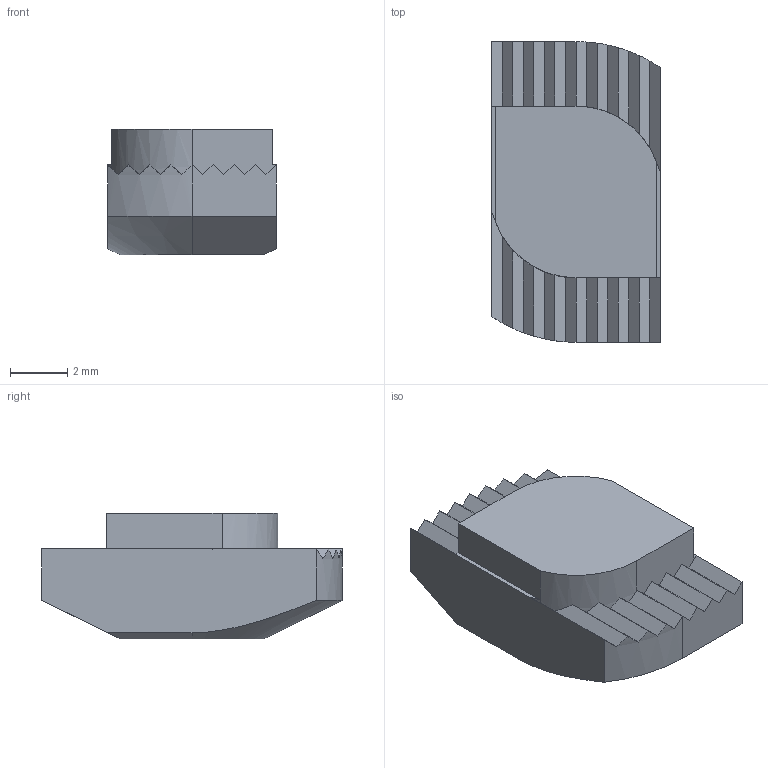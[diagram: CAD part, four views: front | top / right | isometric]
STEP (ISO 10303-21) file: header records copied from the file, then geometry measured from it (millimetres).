
FILE_DESCRIPTION(/* description */ (''),/* implementation_level */ '2;1');
FILE_NAME(/* name */ 'T-Slot_Nut_DropIn_Blank v2.step',/* time_stamp */ '2019-01-02T12:16:06-08:00',/* author */ (''),/* organization */ (''),/* preprocessor_version */ 'ST-DEVELOPER v17.2',/* originating_system */ 'Autodesk Translation Framework v7.6.0.251',/* authorisation */ '');
FILE_SCHEMA (('AUTOMOTIVE_DESIGN { 1 0 10303 214 3 1 1 }'));
Length unit declared in the file: millimetre
Products named in the file (1): T-Slot_Nut_DropIn_Blank
Bounding box: 5.9 x 10.5 x 4.4 mm (x, y, z)
Volume: 199.6 mm3; surface area: 233.9 mm2
Topology: 1 solids, 1 shells, 56 faces, 150 edges, 96 vertices
Faces by surface type: plane 50, cylinder 4, cone 2
Entity records: 1767 total; most frequent: CARTESIAN_POINT 307, ORIENTED_EDGE 300, DIRECTION 300, EDGE_CURVE 150, LINE 110, VECTOR 110, VERTEX_POINT 96, AXIS2_PLACEMENT_3D 95
